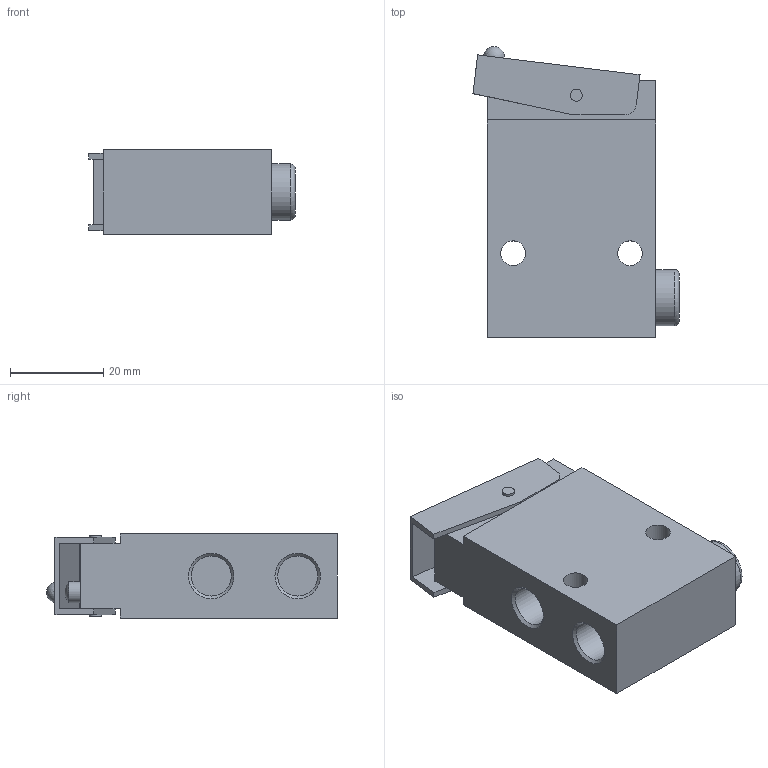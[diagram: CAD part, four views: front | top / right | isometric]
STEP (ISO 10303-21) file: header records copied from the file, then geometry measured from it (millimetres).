
FILE_DESCRIPTION(/* description */ ('STEP AP214'),/* implementation_level */ '2;1');
FILE_NAME(/* name */ '2952_VOS-3-1_8',/* time_stamp */ '2024-09-17T01:37:26+02:00',/* author */ ('License CC BY-ND 4.0'),/* organization */ ('CADENAS'),/* preprocessor_version */ 'ST-DEVELOPER v19.3',/* originating_system */ 'PARTsolutions',/* authorisation */ ' ');
FILE_SCHEMA (('AUTOMOTIVE_DESIGN {1 0 10303 214 3 1 1}'));
Length unit declared in the file: millimetre
Products named in the file (1): 2952 VOS-3-1/8---(0)
Bounding box: 44.12 x 62.24 x 18 mm (x, y, z)
Volume: 34085.4 mm3; surface area: 10241.4 mm2
Topology: 1 solids, 1 shells, 52 faces, 129 edges, 83 vertices
Faces by surface type: plane 35, cylinder 11, cone 3, sphere 2, torus 1
Full cylindrical faces by diameter (mm): 2.6 x2, 4.5 x1, 5.3 x2, 8.566 x3, 12 x1
Entity records: 1454 total; most frequent: DIRECTION 242, CARTESIAN_POINT 241, ORIENTED_EDGE 218, EDGE_CURVE 109, LINE 82, VECTOR 82, AXIS2_PLACEMENT_3D 80, VERTEX_POINT 79
